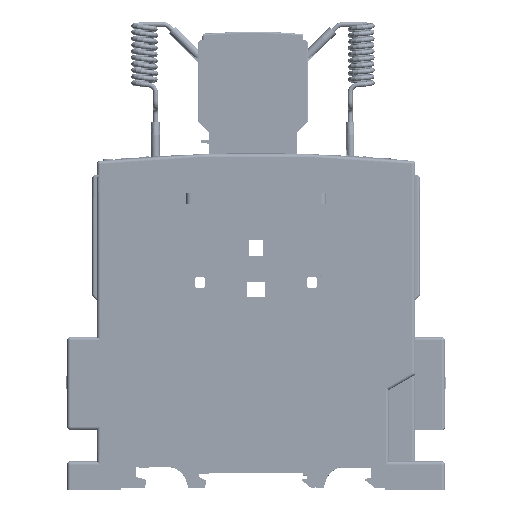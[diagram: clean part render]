
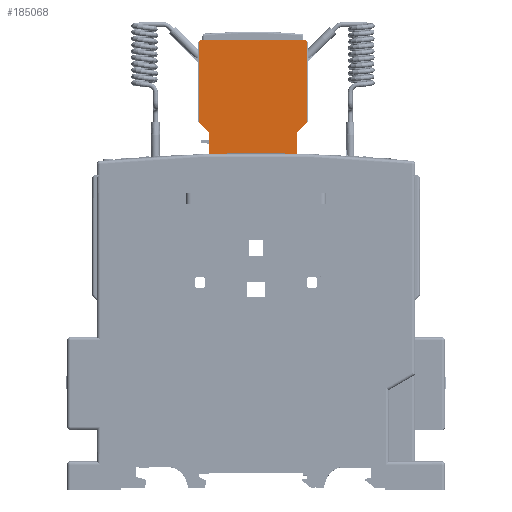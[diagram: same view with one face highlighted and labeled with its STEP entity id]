
A CAD part, top view. The second image highlights one B-rep face of the part: STEP entity #185068.
In plain terms, the highlighted planar face has unit normal (0, 0, 1).
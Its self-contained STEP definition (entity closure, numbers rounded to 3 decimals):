
#18592=DIRECTION('',(0.,-1.,0.));
#18593=VECTOR('',#18592,6.773);
#18594=CARTESIAN_POINT('',(13.084,100.991,20.011));
#18595=LINE('',#18594,#18593);
#18616=CARTESIAN_POINT('',(-0.001,-408.617,
20.011));
#18617=DIRECTION('',(0.,0.,-1.));
#18618=DIRECTION('',(-0.03,1.,0.));
#18619=AXIS2_PLACEMENT_3D('',#18616,#18617,#18618);
#18621=DIRECTION('',(0.707,-0.707,0.));
#18622=VECTOR('',#18621,4.354);
#18623=CARTESIAN_POINT('',(-18.163,104.07,
20.011));
#18624=LINE('',#18623,#18622);
#18625=CARTESIAN_POINT('',(-17.096,105.137,
20.011));
#18626=DIRECTION('',(0.,0.,1.));
#18627=DIRECTION('',(-0.8,-0.6,0.));
#18628=AXIS2_PLACEMENT_3D('',#18625,#18626,#18627);
#18630=CARTESIAN_POINT('',(-17.096,129.18,
20.011));
#18631=DIRECTION('',(0.,0.,1.));
#18632=DIRECTION('',(0.,1.,0.));
#18633=AXIS2_PLACEMENT_3D('',#18630,#18631,#18632);
#18635=DIRECTION('',(-1.,0.,0.));
#18636=VECTOR('',#18635,32.192);
#18637=CARTESIAN_POINT('',(15.096,130.689,20.011));
#18638=LINE('',#18637,#18636);
#18639=CARTESIAN_POINT('',(15.096,129.18,20.011));
#18640=DIRECTION('',(0.,0.,1.));
#18641=DIRECTION('',(0.8,0.6,0.));
#18642=AXIS2_PLACEMENT_3D('',#18639,#18640,#18641);
#18644=CARTESIAN_POINT('',(15.096,105.137,20.011));
#18645=DIRECTION('',(0.,0.,1.));
#18646=DIRECTION('',(0.707,-0.707,0.));
#18647=AXIS2_PLACEMENT_3D('',#18644,#18645,#18646);
#18649=DIRECTION('',(0.707,0.707,0.));
#18650=VECTOR('',#18649,4.354);
#18651=CARTESIAN_POINT('',(13.084,100.991,20.011));
#18652=LINE('',#18651,#18650);
#18669=DIRECTION('',(0.,1.,0.));
#18670=VECTOR('',#18669,6.829);
#18671=CARTESIAN_POINT('',(-15.084,94.162,
20.011));
#18672=LINE('',#18671,#18670);
#76222=DIRECTION('',(0.,1.,0.));
#76223=VECTOR('',#76222,25.854);
#76224=CARTESIAN_POINT('',(-18.303,104.231,
20.011));
#76225=LINE('',#76224,#76223);
#80354=CARTESIAN_POINT('',(16.304,130.086,20.011));
#80396=CARTESIAN_POINT('',(16.304,104.231,20.011));
#80398=DIRECTION('',(0.,-1.,0.));
#80399=VECTOR('',#80398,25.854);
#80400=CARTESIAN_POINT('',(16.304,130.086,20.011));
#80401=LINE('',#80400,#80399);
#116781=CARTESIAN_POINT('',(-15.084,94.162,
20.011));
#116782=CARTESIAN_POINT('',(13.084,94.217,
20.011));
#116783=VERTEX_POINT('',#116781);
#116784=VERTEX_POINT('',#116782);
#126056=VERTEX_POINT('',#80396);
#126097=CARTESIAN_POINT('',(-18.163,104.07,
20.011));
#126098=VERTEX_POINT('',#126097);
#126129=CARTESIAN_POINT('',(-18.303,104.231,
20.011));
#126130=VERTEX_POINT('',#126129);
#126421=CARTESIAN_POINT('',(13.084,100.991,
20.011));
#126422=CARTESIAN_POINT('',(16.163,104.07,
20.011));
#126423=VERTEX_POINT('',#126421);
#126424=VERTEX_POINT('',#126422);
#126831=CARTESIAN_POINT('',(-18.303,130.086,
20.011));
#126832=VERTEX_POINT('',#126831);
#127000=CARTESIAN_POINT('',(-15.084,100.991,
20.011));
#127001=VERTEX_POINT('',#127000);
#127036=CARTESIAN_POINT('',(-17.096,130.689,
20.011));
#127037=VERTEX_POINT('',#127036);
#127649=CARTESIAN_POINT('',(15.096,130.689,
20.011));
#127651=VERTEX_POINT('',#127649);
#127949=VERTEX_POINT('',#80354);
#185039=CARTESIAN_POINT('',(16.605,94.171,
20.011));
#185040=DIRECTION('',(0.,0.,1.));
#185041=DIRECTION('',(0.,-1.,0.));
#185042=AXIS2_PLACEMENT_3D('',#185039,#185040,#185041);
#185043=PLANE('',#185042);
#185044=ORIENTED_EDGE('',*,*,#159820,.F.);
#185046=ORIENTED_EDGE('',*,*,#185045,.T.);
#185048=ORIENTED_EDGE('',*,*,#185047,.F.);
#185050=ORIENTED_EDGE('',*,*,#185049,.F.);
#185052=ORIENTED_EDGE('',*,*,#185051,.T.);
#185054=ORIENTED_EDGE('',*,*,#185053,.F.);
#185056=ORIENTED_EDGE('',*,*,#185055,.F.);
#185058=ORIENTED_EDGE('',*,*,#185057,.F.);
#185060=ORIENTED_EDGE('',*,*,#185059,.T.);
#185062=ORIENTED_EDGE('',*,*,#185061,.F.);
#185064=ORIENTED_EDGE('',*,*,#185063,.F.);
#185065=ORIENTED_EDGE('',*,*,#185023,.T.);
#185066=EDGE_LOOP('',(#185044,#185046,#185048,#185050,#185052,#185054,#185056,
#185058,#185060,#185062,#185064,#185065));
#185067=FACE_OUTER_BOUND('',#185066,.F.);
#185068=ADVANCED_FACE('',(#185067),#185043,.T.);
#18620=CIRCLE('',#18619,503.005);
#18629=CIRCLE('',#18628,1.509);
#18634=CIRCLE('',#18633,1.509);
#18643=CIRCLE('',#18642,1.509);
#18648=CIRCLE('',#18647,1.509);
#159820=EDGE_CURVE('',#116783,#116784,#18620,.T.);
#185023=EDGE_CURVE('',#126423,#116784,#18595,.T.);
#185045=EDGE_CURVE('',#116783,#127001,#18672,.T.);
#185047=EDGE_CURVE('',#126098,#127001,#18624,.T.);
#185049=EDGE_CURVE('',#126130,#126098,#18629,.T.);
#185051=EDGE_CURVE('',#126130,#126832,#76225,.T.);
#185053=EDGE_CURVE('',#127037,#126832,#18634,.T.);
#185055=EDGE_CURVE('',#127651,#127037,#18638,.T.);
#185057=EDGE_CURVE('',#127949,#127651,#18643,.T.);
#185059=EDGE_CURVE('',#127949,#126056,#80401,.T.);
#185061=EDGE_CURVE('',#126424,#126056,#18648,.T.);
#185063=EDGE_CURVE('',#126423,#126424,#18652,.T.);
